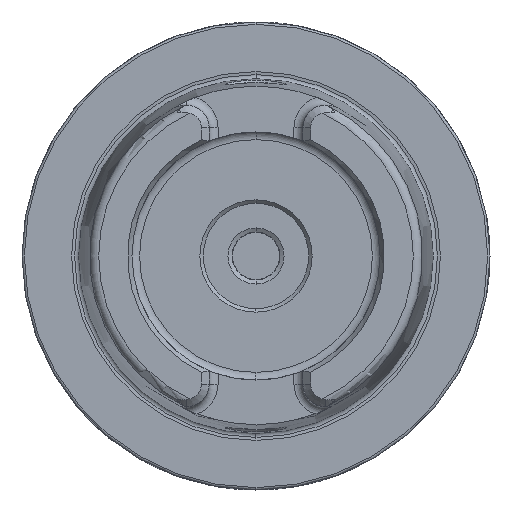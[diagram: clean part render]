
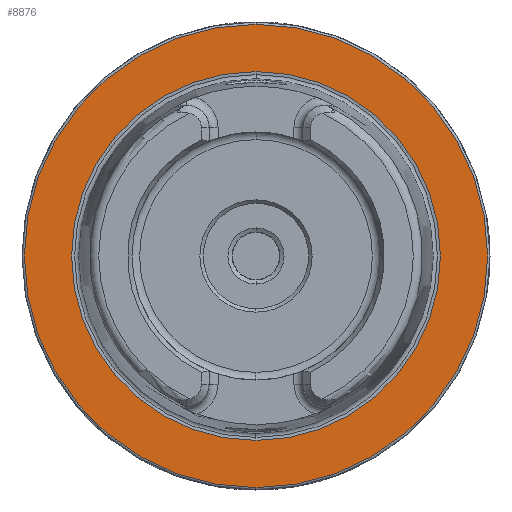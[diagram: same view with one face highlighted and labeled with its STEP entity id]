
A CAD part, left-side view. The second image highlights one B-rep face of the part: STEP entity #8876.
In plain terms, the highlighted planar face has unit normal (-1, 0, 0).
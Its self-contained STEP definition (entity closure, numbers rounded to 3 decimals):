
#629 = CARTESIAN_POINT ( 'NONE',  ( 0., 0., 39.405 ) ) ;
#687 = CARTESIAN_POINT ( 'NONE',  ( 0., 0., -39.405 ) ) ;
#693 = CARTESIAN_POINT ( 'NONE',  ( 0., 0., 49.5 ) ) ;
#695 = CARTESIAN_POINT ( 'NONE',  ( 0., 0., -49.5 ) ) ;
#1541 = EDGE_LOOP ( 'NONE', ( #7306, #7305 ) ) ;
#2802 = FACE_OUTER_BOUND ( 'NONE', #3663, .T. ) ;
#2805 = DIRECTION ( 'NONE',  ( 1., 0., 0. ) ) ;
#2817 = CARTESIAN_POINT ( 'NONE',  ( 0., 49.5, 0. ) ) ;
#2818 = FACE_BOUND ( 'NONE', #1541, .T. ) ;
#2820 = PLANE ( 'NONE',  #8675 ) ;
#2822 = DIRECTION ( 'NONE',  ( 0., 0., -1. ) ) ;
#3663 = EDGE_LOOP ( 'NONE', ( #7307, #7322 ) ) ;
#5343 = CARTESIAN_POINT ( 'NONE',  ( 0., 0., 0. ) ) ;
#5344 = DIRECTION ( 'NONE',  ( -1., 0., 0. ) ) ;
#5345 = DIRECTION ( 'NONE',  ( 0., 0., 1. ) ) ;
#5368 = CARTESIAN_POINT ( 'NONE',  ( 0., 0., 0. ) ) ;
#5369 = DIRECTION ( 'NONE',  ( -1., 0., 0. ) ) ;
#5370 = DIRECTION ( 'NONE',  ( 0., 0., 1. ) ) ;
#5605 = CARTESIAN_POINT ( 'NONE',  ( 0., 0., 0. ) ) ;
#5606 = DIRECTION ( 'NONE',  ( -1., 0., 0. ) ) ;
#5607 = DIRECTION ( 'NONE',  ( 0., 0., 1. ) ) ;
#5894 = CARTESIAN_POINT ( 'NONE',  ( 0., 0., 0. ) ) ;
#5895 = DIRECTION ( 'NONE',  ( -1., 0., 0. ) ) ;
#5896 = DIRECTION ( 'NONE',  ( 0., 0., 1. ) ) ;
#7305 = ORIENTED_EDGE ( 'NONE', *, *, #9820, .F. ) ;
#7306 = ORIENTED_EDGE ( 'NONE', *, *, #9928, .F. ) ;
#7307 = ORIENTED_EDGE ( 'NONE', *, *, #9826, .T. ) ;
#7322 = ORIENTED_EDGE ( 'NONE', *, *, #9871, .T. ) ;
#7882 = VERTEX_POINT ( 'NONE', #629 ) ;
#7940 = VERTEX_POINT ( 'NONE', #687 ) ;
#7946 = VERTEX_POINT ( 'NONE', #693 ) ;
#7948 = VERTEX_POINT ( 'NONE', #695 ) ;
#8675 = AXIS2_PLACEMENT_3D ( 'NONE', #2817, #2805, #2822 ) ;
#8876 = ADVANCED_FACE ( 'NONE', ( #2818, #2802 ), #2820, .F. ) ;
#9820 = EDGE_CURVE ( 'NONE', #7940, #7882, #12366, .T. ) ;
#9826 = EDGE_CURVE ( 'NONE', #7946, #7948, #12386, .T. ) ;
#9871 = EDGE_CURVE ( 'NONE', #7948, #7946, #12446, .T. ) ;
#9928 = EDGE_CURVE ( 'NONE', #7882, #7940, #12513, .T. ) ;
#12366 = CIRCLE ( 'NONE', #12379, 39.405 ) ;
#12379 = AXIS2_PLACEMENT_3D ( 'NONE', #5343, #5344, #5345 ) ;
#12386 = CIRCLE ( 'NONE', #12387, 49.5 ) ;
#12387 = AXIS2_PLACEMENT_3D ( 'NONE', #5368, #5369, #5370 ) ;
#12446 = CIRCLE ( 'NONE', #12447, 49.5 ) ;
#12447 = AXIS2_PLACEMENT_3D ( 'NONE', #5605, #5606, #5607 ) ;
#12513 = CIRCLE ( 'NONE', #12515, 39.405 ) ;
#12515 = AXIS2_PLACEMENT_3D ( 'NONE', #5894, #5895, #5896 ) ;
